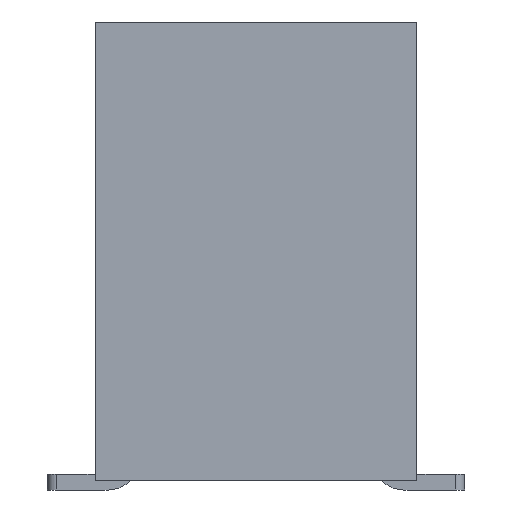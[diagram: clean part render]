
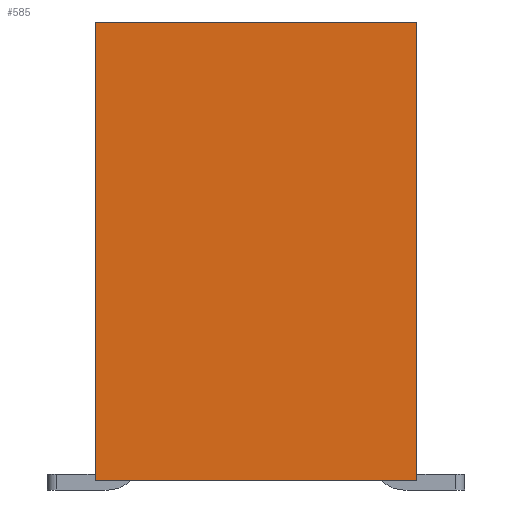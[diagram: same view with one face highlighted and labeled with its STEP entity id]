
A CAD part, left-side view. The second image highlights one B-rep face of the part: STEP entity #585.
In plain terms, the highlighted planar face has unit normal (-1, 0, 0).
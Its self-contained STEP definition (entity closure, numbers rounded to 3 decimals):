
#585=ADVANCED_FACE('',(#2841),#1735,.T.);
#1735=PLANE('',#22282);
#2841=FACE_OUTER_BOUND('',#4077,.T.);
#4077=EDGE_LOOP('',(#5986,#5987,#5988,#5989));
#5986=ORIENTED_EDGE('',*,*,#14162,.T.);
#5987=ORIENTED_EDGE('',*,*,#14153,.T.);
#5988=ORIENTED_EDGE('',*,*,#14268,.F.);
#5989=ORIENTED_EDGE('',*,*,#14269,.T.);
#12119=VERTEX_POINT('',#30767);
#12121=VERTEX_POINT('',#30771);
#12130=VERTEX_POINT('',#30791);
#12214=VERTEX_POINT('',#30982);
#14153=EDGE_CURVE('',#12119,#12121,#17289,.T.);
#14162=EDGE_CURVE('',#12130,#12119,#17298,.T.);
#14268=EDGE_CURVE('',#12214,#12121,#17404,.T.);
#14269=EDGE_CURVE('',#12214,#12130,#17405,.T.);
#17289=LINE('',#30772,#20073);
#17298=LINE('',#30790,#20082);
#17404=LINE('',#30981,#20188);
#17405=LINE('',#30983,#20189);
#20073=VECTOR('',#24404,1.);
#20082=VECTOR('',#24415,1.);
#20188=VECTOR('',#24523,1.);
#20189=VECTOR('',#24524,1.);
#22282=AXIS2_PLACEMENT_3D('',#30984,#24525,#24526);
#24404=DIRECTION('',(0.,1.,0.));
#24415=DIRECTION('',(0.,0.,1.));
#24523=DIRECTION('',(0.,0.,1.));
#24524=DIRECTION('',(0.,-1.,0.));
#24525=DIRECTION('',(-1.,0.,0.));
#24526=DIRECTION('',(0.,0.,1.));
#30767=CARTESIAN_POINT('',(0.,0.,6.8));
#30771=CARTESIAN_POINT('',(0.,5.08,6.8));
#30772=CARTESIAN_POINT('',(0.,2.54,6.8));
#30790=CARTESIAN_POINT('',(0.,0.,0.));
#30791=CARTESIAN_POINT('',(0.,0.,-0.45));
#30981=CARTESIAN_POINT('',(0.,5.08,0.));
#30982=CARTESIAN_POINT('',(0.,5.08,-0.45));
#30983=CARTESIAN_POINT('',(0.,5.08,-0.45));
#30984=CARTESIAN_POINT('',(0.,2.54,0.));
